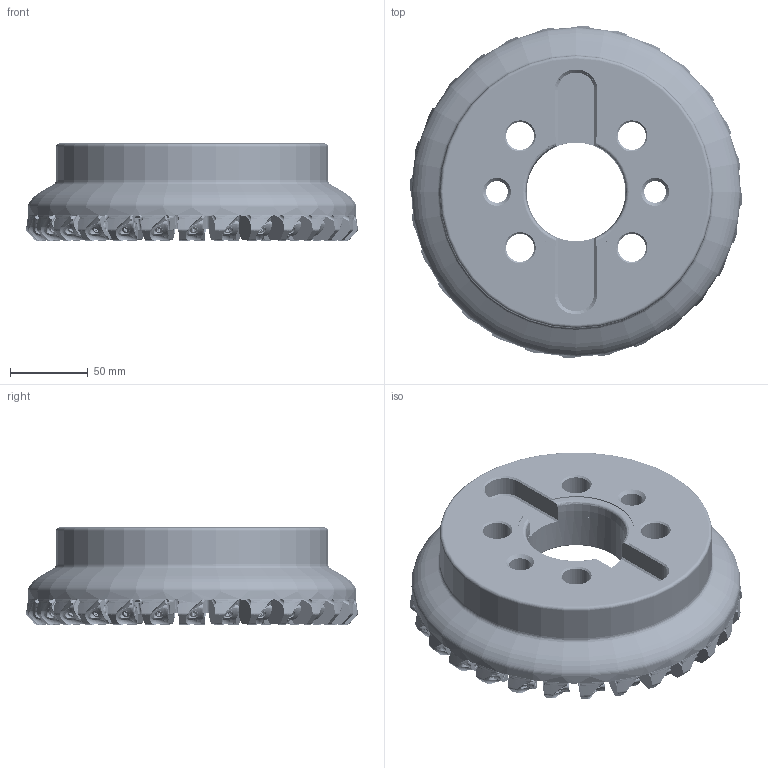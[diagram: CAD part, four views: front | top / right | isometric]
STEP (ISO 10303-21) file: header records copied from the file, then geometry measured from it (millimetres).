
FILE_DESCRIPTION(/* description */ (''),/* implementation_level */ '2;1');
FILE_NAME(/* name */ 'AHX640WR0828M.stp',/* time_stamp */ '2018-01-09T17:37:58+09:00',/* author */ (''),/* organization */ (''),/* preprocessor_version */ 'ST-DEVELOPER v16',/* originating_system */ 'SIEMENS PLM Software NX 10.0',/* authorisation */ '');
FILE_SCHEMA (('AUTOMOTIVE_DESIGN { 1 0 10303 214 3 1 1 1 }'));
Length unit declared in the file: millimetre
Products named in the file (1): AHX640WR0828M_ASM
Bounding box: 213.3 x 213.3 x 62.33 mm (x, y, z)
Volume: 1043022.4 mm3; surface area: 182984.2 mm2
Topology: 57 solids, 57 shells, 4423 faces, 12074 edges, 7626 vertices
Faces by surface type: cylinder 1680, plane 1091, cone 824, torus 604, sphere 224
Entity records: 169662 total; most frequent: CARTESIAN_POINT 59913, ORIENTED_EDGE 23700, DIRECTION 22320, EDGE_CURVE 11850, AXIS2_PLACEMENT_3D 9269, VERTEX_POINT 7626, EDGE_LOOP 4578, ADVANCED_FACE 4423
